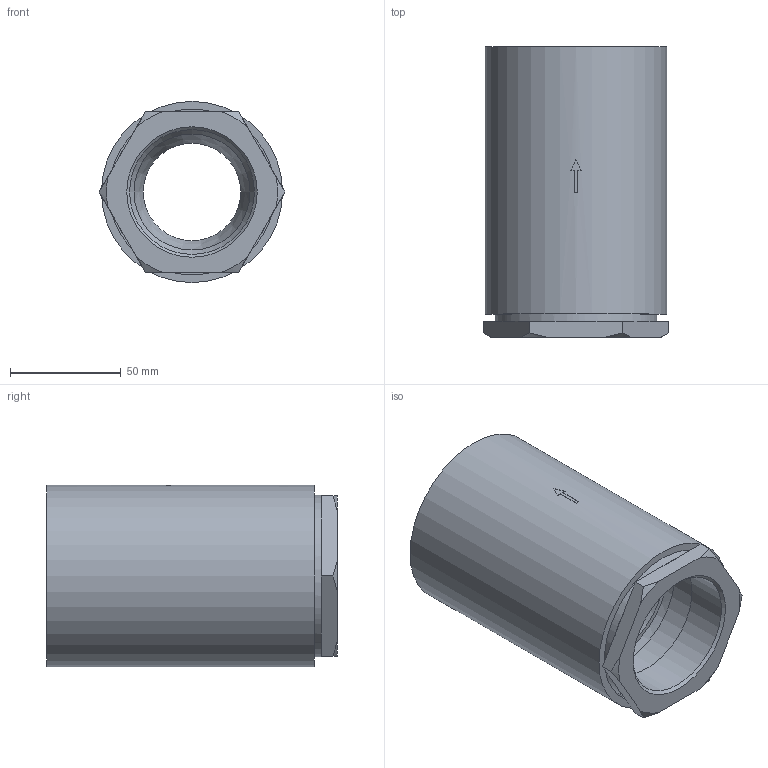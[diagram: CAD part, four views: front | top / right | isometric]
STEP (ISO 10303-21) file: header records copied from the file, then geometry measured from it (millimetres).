
FILE_DESCRIPTION(/* description */ (''),/* implementation_level */ '2;1');
FILE_NAME(/* name */ 'AV-200-316SS_R0.stp',/* time_stamp */ '2025-11-05T09:50:01-05:00',/* author */ ('Engineering'),/* organization */ (''),/* preprocessor_version */ 'ST-DEVELOPER v20.1',/* originating_system */ 'Autodesk Inventor 2026',/* authorisation */ '');
FILE_SCHEMA (('AUTOMOTIVE_DESIGN { 1 0 10303 214 3 1 1 }'));
Length unit declared in the file: inch
Products named in the file (3): AV-200-316SS_R0; AV-1A-200NPT_R1; BUSHING_200X150_R0
Assembly tree (2 placements, depth 2):
  AV-200-316SS_R0
    AV-1A-200NPT_R1
    BUSHING_200X150_R0
Bounding box: 83.82 x 131.06 x 81.79 mm (x, y, z)
Volume: 331468.7 mm3; surface area: 77624.4 mm2
Topology: 2 solids, 2 shells, 55 faces, 123 edges, 77 vertices
Faces by surface type: plane 33, cone 14, cylinder 8
Full cylindrical faces by diameter (mm): 43.942 x1, 56.363 x1, 62.738 x1, 62.992 x1, 73.025 x1, 74.93 x1, 81.788 x1
Entity records: 1637 total; most frequent: DIRECTION 286, CARTESIAN_POINT 284, ORIENTED_EDGE 246, EDGE_CURVE 123, AXIS2_PLACEMENT_3D 115, VERTEX_POINT 77, EDGE_LOOP 64, LINE 56
